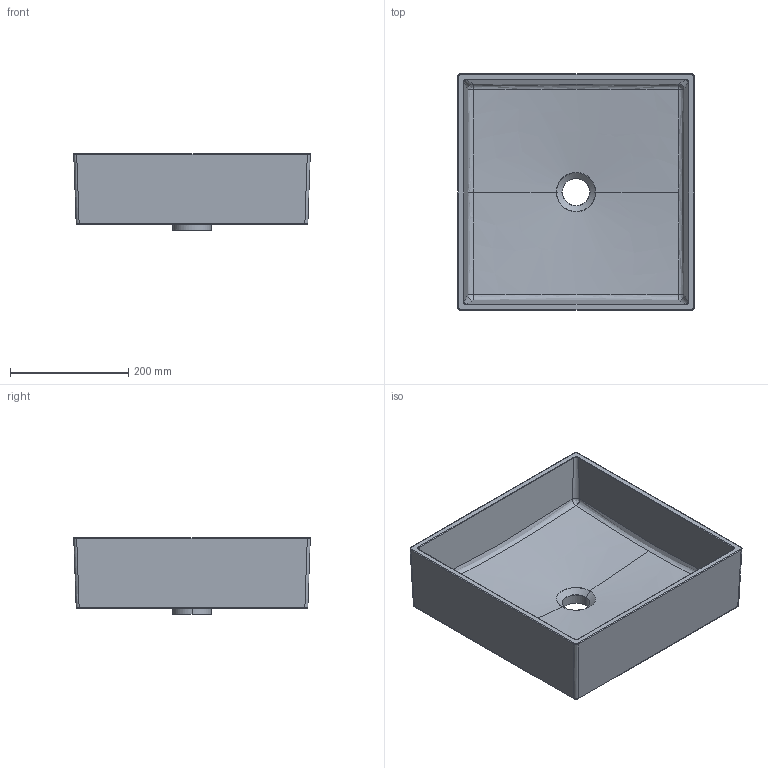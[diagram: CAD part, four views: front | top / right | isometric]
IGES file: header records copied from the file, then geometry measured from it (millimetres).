
Start section: SolidWorks IGES file using analytic representation for surfaces
Global section: file name: THISA.IGS; native system: SolidWorks 2022; preprocessor: SolidWorks 2022; author: j.schlicker; date: 221110.090627; units: millimetre
Bounding box: 399.93 x 399.93 x 130 mm (x, y, z)
Volume: 3709045.6 mm3; surface area: 646711 mm2
Topology: 1 solids, 1 shells, 80 faces, 184 edges, 102 vertices
Faces by surface type: bspline 48, revolution 21, plane 11
